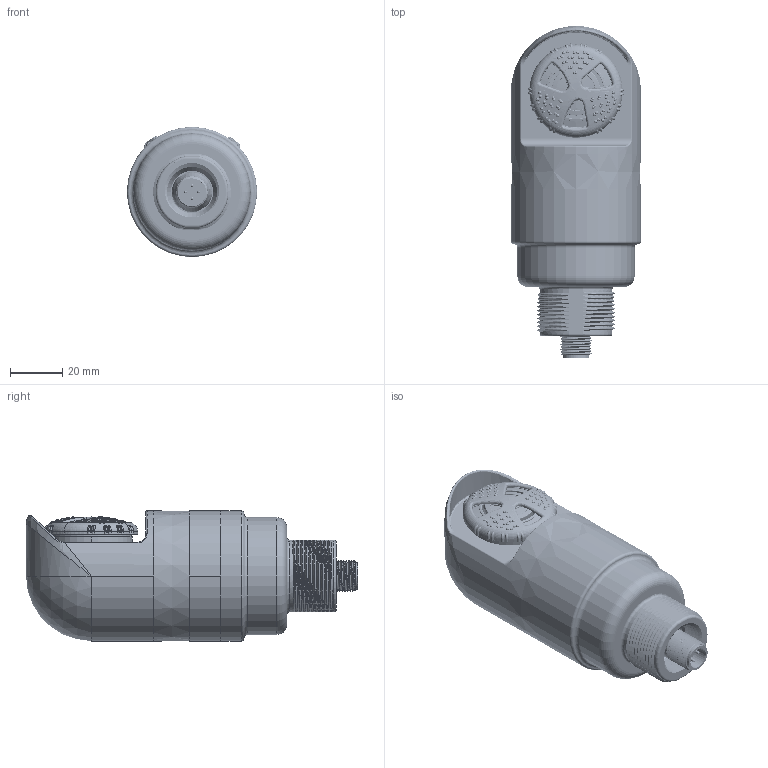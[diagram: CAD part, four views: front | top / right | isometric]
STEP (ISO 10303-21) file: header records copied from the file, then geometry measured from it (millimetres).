
FILE_DESCRIPTION((''),'2;1');
FILE_NAME('160275_ASM','2014-06-26T',('pdmadmin'),(''),'PRO/ENGINEER BY PARAMETRIC TECHNOLOGY CORPORATION, 2013230','PRO/ENGINEER BY PARAMETRIC TECHNOLOGY CORPORATION, 2013230','');
FILE_SCHEMA(('CONFIG_CONTROL_DESIGN'));
Products named in the file (14): 159072; 158231_WEB; 158948; 153229; 141960; 08427_NO_ORING; 153843_MAIN_BODY; 153843_M100PIEZO; 153843_WIRES; 153843_GASKET; 153843_NUT; 153843_VOLUME_ADJUST; 153843_ASM; 160275_ASM
Assembly tree (14 placements, depth 3):
  160275_ASM
    159072
    158231_WEB
    158948
    153229
    141960
    08427_NO_ORING
    153843_ASM
      153843_MAIN_BODY
      153843_M100PIEZO
      153843_WIRES
      153843_GASKET
      153843_NUT
      153843_VOLUME_ADJUST
    153843_VOLUME_ADJUST
Bounding box: 50 x 127.5 x 50 mm (x, y, z)
Volume: 71570.5 mm3; surface area: 83069 mm2
Topology: 12 solids, 94 shells, 3014 faces, 8387 edges, 5416 vertices
Faces by surface type: bspline 839, cylinder 786, plane 740, torus 318, cone 232, sphere 48, extrusion 45, revolution 6
Entity records: 224846 total; most frequent: CARTESIAN_POINT 168411, ORIENTED_EDGE 12724, DIRECTION 9992, EDGE_CURVE 6603, VERTEX_POINT 4272, AXIS2_PLACEMENT_3D 3777, EDGE_LOOP 2519, VECTOR 2435
